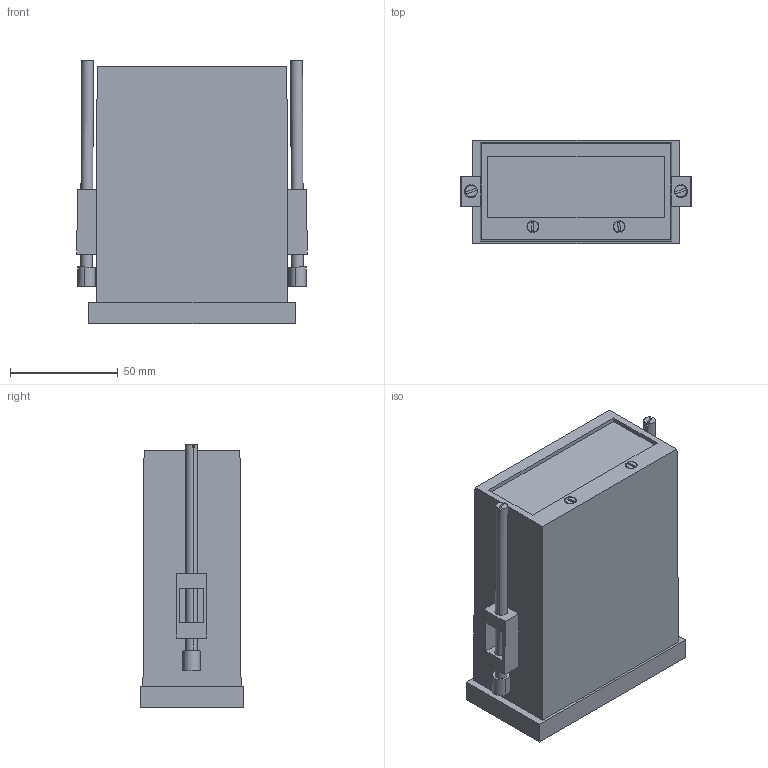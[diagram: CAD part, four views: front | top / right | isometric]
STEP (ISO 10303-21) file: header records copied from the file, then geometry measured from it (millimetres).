
FILE_DESCRIPTION (( 'STEP AP214' ), '1' );
FILE_NAME ('IC-148-03.STEP', '2022-01-17T14:26:59', ( '' ), ( '' ), 'SwSTEP 2.0', 'SolidWorks 2017', '' );
FILE_SCHEMA (( 'AUTOMOTIVE_DESIGN' ));
Length unit declared in the file: millimetre
Products named in the file (31): BrassInsert; BP-48-00; Front Plate FP-48-00; Clamp-Metal-110; Case IC-148; Screw-Countershank-Small; Screw-Countershank; Clamp-Plastic-2; Metal Plate MPL-110; Clamp-Plastic-1; Back Plate BP-48-00; IC-148-03; Clamp-110
Assembly tree (18 placements, depth 3):
  BrassInsert
  BP-48-00
  Clamp-Metal-110
  Screw-Countershank-Small
  Case IC-148
Bounding box: 106.8 x 48 x 122.43 mm (x, y, z)
Volume: 103218.7 mm3; surface area: 110130.3 mm2
Topology: 18 solids, 18 shells, 347 faces, 836 edges, 542 vertices
Faces by surface type: plane 233, cylinder 86, cone 28
Entity records: 7678 total; most frequent: CARTESIAN_POINT 1224, DIRECTION 1218, ORIENTED_EDGE 1144, EDGE_CURVE 572, LINE 426, VECTOR 426, AXIS2_PLACEMENT_3D 396, VERTEX_POINT 370
